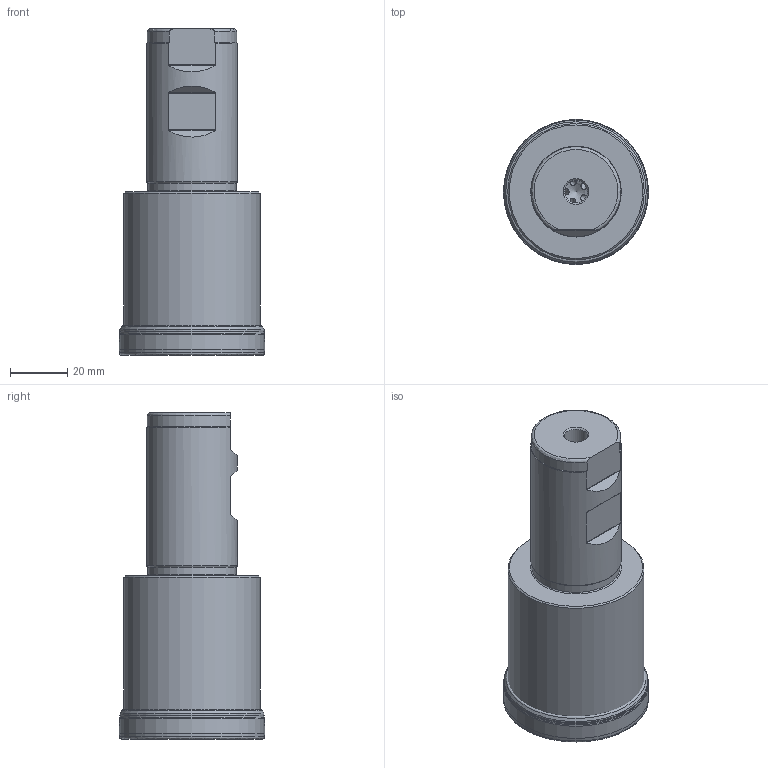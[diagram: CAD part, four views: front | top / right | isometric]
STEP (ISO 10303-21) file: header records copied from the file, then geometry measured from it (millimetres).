
FILE_DESCRIPTION(/* description */ (''),/* implementation_level */ '2;1');
FILE_NAME(/* name */ 'E-CATALOG-E90-TP11-D200Z5W125-L450I.stp',/* time_stamp */ '2023-10-17T17:15:07+09:00',/* author */ (''),/* organization */ (''),/* preprocessor_version */ 'ST-DEVELOPER v16',/* originating_system */ 'SIEMENS PLM Software NX 10.0',/* authorisation */ '');
FILE_SCHEMA (('AP203_CONFIGURATION_CONTROLLED_3D_DESIGN_OF_MECHANICAL_PARTS_AND_ASSEMBLIES_MIM_LF { 1 0 10303 403 2 1 2}'));
Length unit declared in the file: millimetre
Products named in the file (1): 10222DA0A397nvph
Bounding box: 50.87 x 50.87 x 114.32 mm (x, y, z)
Volume: 140277.4 mm3; surface area: 25328 mm2
Topology: 1 solids, 2 shells, 73 faces, 219 edges, 164 vertices
Faces by surface type: revolution 23, cylinder 19, torus 13, plane 9, cone 9
Full cylindrical faces by diameter (mm): 1.5 x1, 2 x5, 2.4 x5, 8 x1, 30.95 x1, 31.75 x1, 47.8 x1
Entity records: 2995 total; most frequent: CARTESIAN_POINT 1445, DIRECTION 278, ORIENTED_EDGE 226, EDGE_LOOP 134, FACE_BOUND 125, AXIS2_PLACEMENT_3D 121, EDGE_CURVE 113, VERTEX_POINT 95
